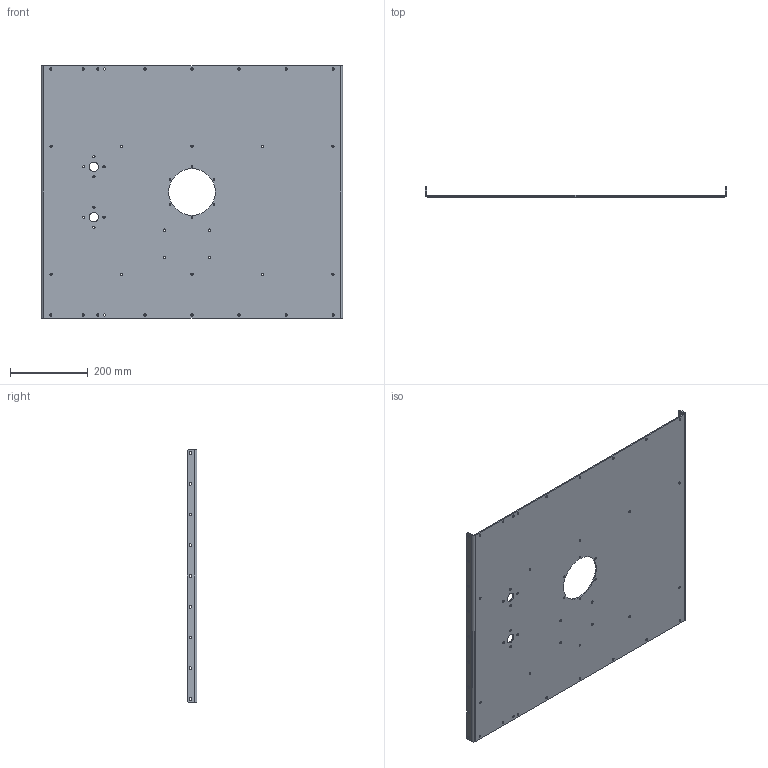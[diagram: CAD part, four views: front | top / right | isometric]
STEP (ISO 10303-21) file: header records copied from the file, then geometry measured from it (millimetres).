
FILE_DESCRIPTION (( 'STEP AP214' ), '1' );
FILE_NAME ('TopPlate.STEP', '2024-10-09T10:46:09', ( '' ), ( '' ), 'SwSTEP 2.0', 'SolidWorks 2024', '' );
FILE_SCHEMA (( 'AUTOMOTIVE_DESIGN' ));
Length unit declared in the file: millimetre
Products named in the file (1): TopPlate
Bounding box: 775 x 25 x 650 mm (x, y, z)
Volume: 1547181.1 mm3; surface area: 1045461.2 mm2
Topology: 1 solids, 1 shells, 160 faces, 458 edges, 300 vertices
Faces by surface type: cylinder 142, plane 18
Entity records: 5669 total; most frequent: DIRECTION 1064, CARTESIAN_POINT 919, ORIENTED_EDGE 916, EDGE_CURVE 458, AXIS2_PLACEMENT_3D 445, VERTEX_POINT 300, EDGE_LOOP 294, CIRCLE 284
